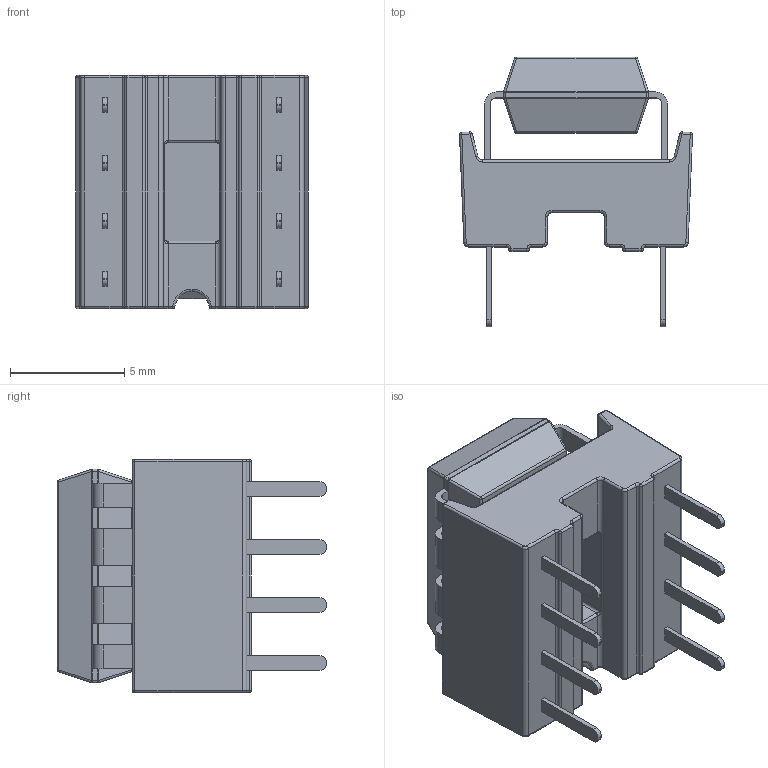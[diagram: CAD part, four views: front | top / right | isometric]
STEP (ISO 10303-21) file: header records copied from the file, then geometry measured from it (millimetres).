
FILE_DESCRIPTION (( 'STEP AP214' ), '1' );
FILE_NAME ('STEP 8-PIN TINY85 Unit.STEP', '2021-08-03T07:37:01', ( '' ), ( '' ), 'SwSTEP 2.0', 'SolidWorks 2021', '' );
FILE_SCHEMA (( 'AUTOMOTIVE_DESIGN' ));
Length unit declared in the file: millimetre
Products named in the file (3): ATTINY85-20PU; STEP 8-PIN TINY85 Unit; DIP IC Socket 8-Pins
Assembly tree (2 placements, depth 2):
  STEP 8-PIN TINY85 Unit
    DIP IC Socket 8-Pins
    ATTINY85-20PU
Bounding box: 10.19 x 11.8 x 10.2 mm (x, y, z)
Volume: 518.1 mm3; surface area: 849.6 mm2
Topology: 2 solids, 2 shells, 842 faces, 2199 edges, 1393 vertices
Faces by surface type: plane 321, bspline 255, cylinder 171, torus 55, sphere 38, cone 2
Entity records: 41693 total; most frequent: CARTESIAN_POINT 16768, ORIENTED_EDGE 4366, DIRECTION 3299, EDGE_CURVE 2183, VERTEX_POINT 1389, VECTOR 1199, LINE 1199, AXIS2_PLACEMENT_3D 1050
